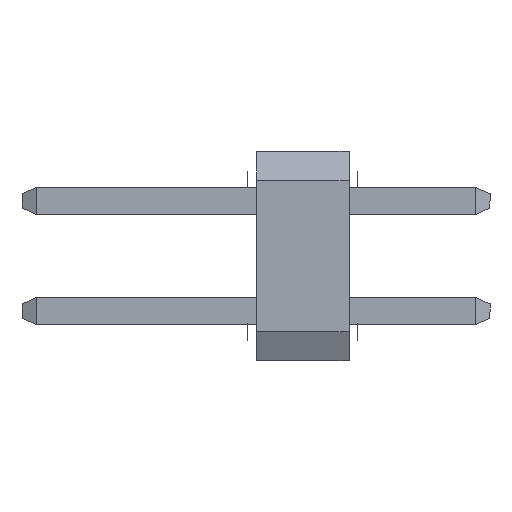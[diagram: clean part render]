
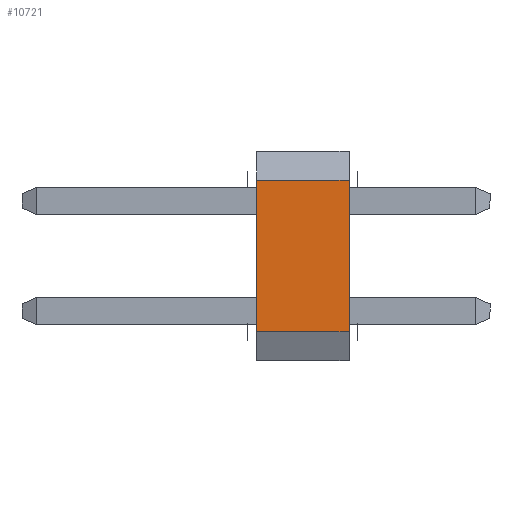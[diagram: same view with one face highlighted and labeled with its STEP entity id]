
A CAD part, left-side view. The second image highlights one B-rep face of the part: STEP entity #10721.
In plain terms, the highlighted planar face has unit normal (-1, 0, 0).
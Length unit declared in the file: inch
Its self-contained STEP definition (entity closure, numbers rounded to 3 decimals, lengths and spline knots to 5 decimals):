
#555 = ORIENTED_EDGE ( 'NONE', *, *, #17905, .T. ) ;
#663 = CARTESIAN_POINT ( 'NONE',  ( -0.05, 0.084, 0. ) ) ;
#1569 = VERTEX_POINT ( 'NONE', #3953 ) ;
#2251 = CARTESIAN_POINT ( 'NONE',  ( -0.04883, 0.084, 0.06876 ) ) ;
#3388 = CARTESIAN_POINT ( 'NONE',  ( -0.04883, 0.084, -0.06876 ) ) ;
#3485 = AXIS2_PLACEMENT_3D ( 'NONE', #6266, #17043, #7812 ) ;
#3665 = EDGE_CURVE ( 'NONE', #13156, #1569, #11326, .T. ) ;
#3953 = CARTESIAN_POINT ( 'NONE',  ( -0.04883, 0., -0.06876 ) ) ;
#3985 = EDGE_LOOP ( 'NONE', ( #555, #18106, #15640, #19956 ) ) ;
#5197 = B_SPLINE_CURVE_WITH_KNOTS ( 'NONE', 3,
 ( #11966, #7179, #11840, #7246 ),
 .UNSPECIFIED., .F., .F.,
 ( 4, 4 ),
 ( 0., 1. ),
 .UNSPECIFIED. ) ;
#5942 = CARTESIAN_POINT ( 'NONE',  ( -0.04883, 0., 0.06876 ) ) ;
#6266 = CARTESIAN_POINT ( 'NONE',  ( -0.05, -0.00168, -0.07176 ) ) ;
#7179 = CARTESIAN_POINT ( 'NONE',  ( -0.05, 0.028, 0.06805 ) ) ;
#7246 = CARTESIAN_POINT ( 'NONE',  ( -0.04883, 0.084, 0.06876 ) ) ;
#7812 = DIRECTION ( 'NONE',  ( 0., 0., 1. ) ) ;
#8299 = LINE ( 'NONE', #9200, #16495 ) ;
#8411 = EDGE_CURVE ( 'NONE', #1569, #13648, #8299, .T. ) ;
#8575 = CARTESIAN_POINT ( 'NONE',  ( -0.05, 0.028, -0.06805 ) ) ;
#9200 = CARTESIAN_POINT ( 'NONE',  ( -0.05, 0., 0. ) ) ;
#10721 = ADVANCED_FACE ( 'NONE', ( #16580 ), #18658, .T. ) ;
#11326 = B_SPLINE_CURVE_WITH_KNOTS ( 'NONE', 3,
 ( #17793, #16193, #8575, #19339 ),
 .UNSPECIFIED., .F., .F.,
 ( 4, 4 ),
 ( 0., 1. ),
 .UNSPECIFIED. ) ;
#11728 = VECTOR ( 'NONE', #13058, 39.37008 ) ;
#11840 = CARTESIAN_POINT ( 'NONE',  ( -0.05, 0.056, 0.06805 ) ) ;
#11966 = CARTESIAN_POINT ( 'NONE',  ( -0.04883, 0., 0.06876 ) ) ;
#13058 = DIRECTION ( 'NONE',  ( 0., 0., -1. ) ) ;
#13156 = VERTEX_POINT ( 'NONE', #3388 ) ;
#13648 = VERTEX_POINT ( 'NONE', #5942 ) ;
#15640 = ORIENTED_EDGE ( 'NONE', *, *, #3665, .T. ) ;
#16193 = CARTESIAN_POINT ( 'NONE',  ( -0.05, 0.056, -0.06805 ) ) ;
#16322 = LINE ( 'NONE', #663, #11728 ) ;
#16495 = VECTOR ( 'NONE', #17089, 39.37008 ) ;
#16580 = FACE_OUTER_BOUND ( 'NONE', #3985, .T. ) ;
#16730 = VERTEX_POINT ( 'NONE', #2251 ) ;
#17043 = DIRECTION ( 'NONE',  ( -1., 0., 0. ) ) ;
#17089 = DIRECTION ( 'NONE',  ( 0., 0., 1. ) ) ;
#17670 = EDGE_CURVE ( 'NONE', #16730, #13156, #16322, .T. ) ;
#17793 = CARTESIAN_POINT ( 'NONE',  ( -0.04883, 0.084, -0.06876 ) ) ;
#17905 = EDGE_CURVE ( 'NONE', #13648, #16730, #5197, .T. ) ;
#18106 = ORIENTED_EDGE ( 'NONE', *, *, #17670, .T. ) ;
#18658 = PLANE ( 'NONE',  #3485 ) ;
#19339 = CARTESIAN_POINT ( 'NONE',  ( -0.04883, 0., -0.06876 ) ) ;
#19956 = ORIENTED_EDGE ( 'NONE', *, *, #8411, .T. ) ;
